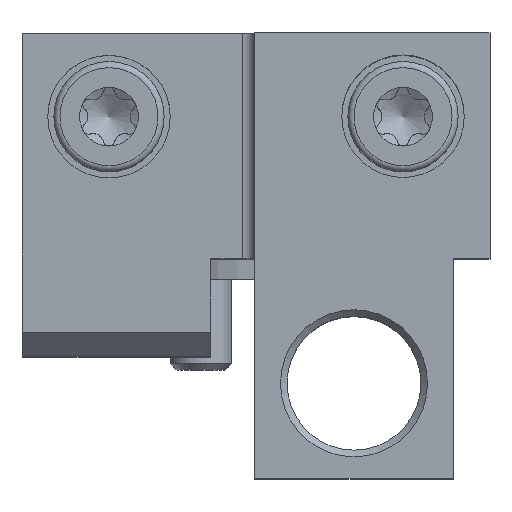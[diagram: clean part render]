
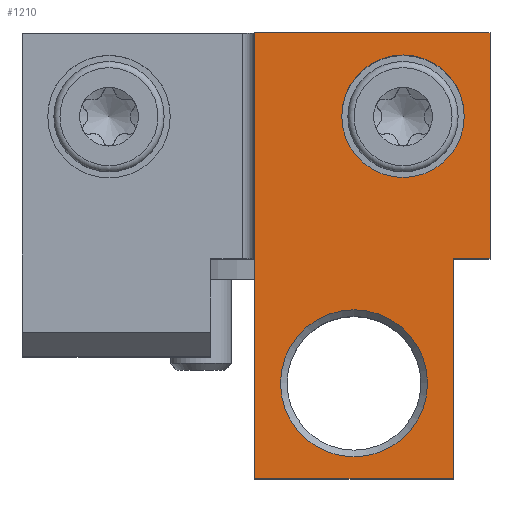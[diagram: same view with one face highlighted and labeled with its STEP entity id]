
A CAD part, top view. The second image highlights one B-rep face of the part: STEP entity #1210.
In plain terms, the highlighted planar face has unit normal (0, 0, 1).
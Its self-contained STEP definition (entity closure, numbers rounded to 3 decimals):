
#121=CIRCLE('',#1325,2.5);
#122=CIRCLE('',#1326,3.);
#197=ORIENTED_EDGE('',*,*,#519,.F.);
#198=ORIENTED_EDGE('',*,*,#520,.T.);
#199=ORIENTED_EDGE('',*,*,#521,.F.);
#200=ORIENTED_EDGE('',*,*,#510,.F.);
#201=ORIENTED_EDGE('',*,*,#522,.T.);
#202=ORIENTED_EDGE('',*,*,#523,.T.);
#203=ORIENTED_EDGE('',*,*,#524,.F.);
#204=ORIENTED_EDGE('',*,*,#518,.T.);
#510=EDGE_CURVE('',#669,#670,#790,.T.);
#518=EDGE_CURVE('',#674,#677,#797,.T.);
#519=EDGE_CURVE('',#678,#678,#121,.T.);
#520=EDGE_CURVE('',#679,#679,#122,.T.);
#521=EDGE_CURVE('',#670,#677,#798,.T.);
#522=EDGE_CURVE('',#669,#680,#799,.T.);
#523=EDGE_CURVE('',#680,#681,#800,.T.);
#524=EDGE_CURVE('',#674,#681,#801,.T.);
#669=VERTEX_POINT('',#1822);
#670=VERTEX_POINT('',#1824);
#674=VERTEX_POINT('',#1834);
#677=VERTEX_POINT('',#1839);
#678=VERTEX_POINT('',#1843);
#679=VERTEX_POINT('',#1845);
#680=VERTEX_POINT('',#1848);
#681=VERTEX_POINT('',#1850);
#790=LINE('',#1823,#884);
#797=LINE('',#1840,#891);
#798=LINE('',#1846,#892);
#799=LINE('',#1847,#893);
#800=LINE('',#1849,#894);
#801=LINE('',#1851,#895);
#884=VECTOR('',#1473,1000.);
#891=VECTOR('',#1484,1000.);
#892=VECTOR('',#1491,1000.);
#893=VECTOR('',#1492,1000.);
#894=VECTOR('',#1493,1000.);
#895=VECTOR('',#1494,1000.);
#963=EDGE_LOOP('',(#197));
#964=EDGE_LOOP('',(#198));
#965=EDGE_LOOP('',(#199,#200,#201,#202,#203,#204));
#1069=FACE_BOUND('',#963,.T.);
#1070=FACE_BOUND('',#964,.T.);
#1071=FACE_BOUND('',#965,.T.);
#1175=PLANE('',#1324);
#1210=ADVANCED_FACE('',(#1069,#1070,#1071),#1175,.T.);
#1324=AXIS2_PLACEMENT_3D('',#1841,#1485,#1486);
#1325=AXIS2_PLACEMENT_3D('',#1842,#1487,#1488);
#1326=AXIS2_PLACEMENT_3D('',#1844,#1489,#1490);
#1473=DIRECTION('',(-1.,0.,0.));
#1484=DIRECTION('',(1.,0.,0.));
#1485=DIRECTION('',(0.,0.,1.));
#1486=DIRECTION('',(1.,0.,0.));
#1487=DIRECTION('',(0.,0.,1.));
#1488=DIRECTION('',(1.,0.,0.));
#1489=DIRECTION('',(0.,0.,-1.));
#1490=DIRECTION('',(-1.,0.,0.));
#1491=DIRECTION('',(0.,-1.,0.));
#1492=DIRECTION('',(0.,1.,0.));
#1493=DIRECTION('',(-1.,0.,0.));
#1494=DIRECTION('',(0.,1.,0.));
#1822=CARTESIAN_POINT('',(9.55,-9.2,17.));
#1823=CARTESIAN_POINT('',(9.55,-9.2,17.));
#1824=CARTESIAN_POINT('',(8.05,-9.2,17.));
#1834=CARTESIAN_POINT('',(-0.05,-18.2,17.));
#1839=CARTESIAN_POINT('',(8.05,-18.2,17.));
#1840=CARTESIAN_POINT('',(-9.55,-18.2,17.));
#1841=CARTESIAN_POINT('',(0.,0.,17.));
#1842=CARTESIAN_POINT('',(6.,-3.4,17.));
#1843=CARTESIAN_POINT('',(8.5,-3.4,17.));
#1844=CARTESIAN_POINT('',(4.,-14.3,17.));
#1845=CARTESIAN_POINT('',(1.,-14.3,17.));
#1846=CARTESIAN_POINT('',(8.05,-9.2,17.));
#1847=CARTESIAN_POINT('',(9.55,-18.2,17.));
#1848=CARTESIAN_POINT('',(9.55,0.,17.));
#1849=CARTESIAN_POINT('',(9.55,0.,17.));
#1850=CARTESIAN_POINT('',(-0.05,0.,17.));
#1851=CARTESIAN_POINT('',(-0.05,-18.2,17.));
